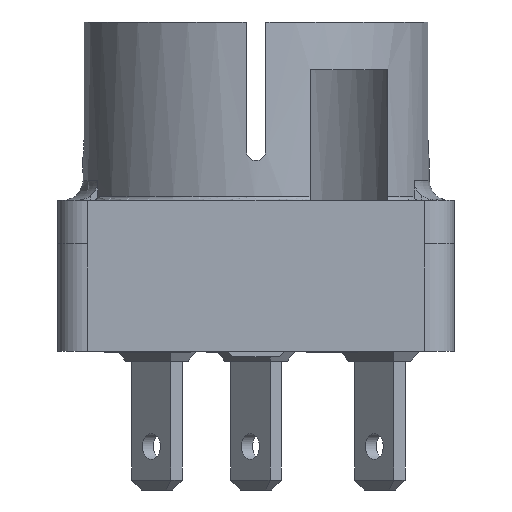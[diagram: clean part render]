
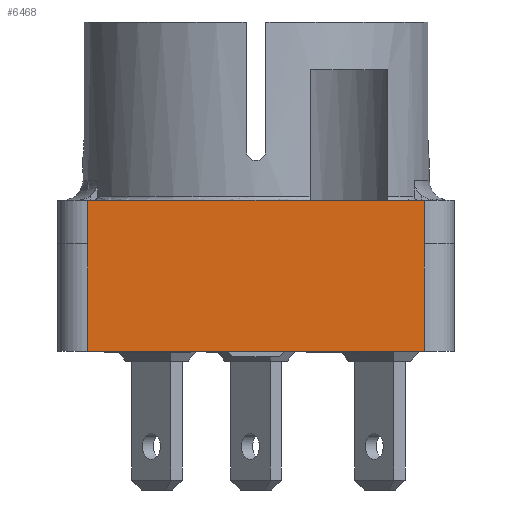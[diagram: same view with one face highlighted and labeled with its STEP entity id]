
A CAD part, left-side view. The second image highlights one B-rep face of the part: STEP entity #6468.
In plain terms, the highlighted planar face has unit normal (-1, 0, 0).
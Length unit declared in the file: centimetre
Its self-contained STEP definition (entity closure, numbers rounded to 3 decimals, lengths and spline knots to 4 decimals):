
#367=LINE($,#8896,#1068);
#553=LINE($,#9691,#1254);
#554=LINE($,#9697,#1255);
#559=LINE($,#9712,#1260);
#564=LINE($,#9732,#1265);
#950=LINE($,#11204,#1651);
#951=LINE($,#11206,#1652);
#1068=VECTOR($,#7180,1.7);
#1254=VECTOR($,#7502,0.22);
#1255=VECTOR($,#7507,0.22);
#1260=VECTOR($,#7520,0.85);
#1265=VECTOR($,#7539,0.85);
#1651=VECTOR($,#8447,0.542);
#1652=VECTOR($,#8450,0.542);
#1991=FACE_OUTER_BOUND($,#2378,.T.);
#2378=EDGE_LOOP($,(#5853,#5854,#5855,#5856,#5857,#5858,#5859));
#2614=VERTEX_POINT($,#8893);
#2615=VERTEX_POINT($,#8895);
#2845=VERTEX_POINT($,#9685);
#2847=VERTEX_POINT($,#9689);
#2848=VERTEX_POINT($,#9693);
#2850=VERTEX_POINT($,#9696);
#2856=VERTEX_POINT($,#9711);
#3270=EDGE_CURVE($,#2615,#2614,#367,.T.);
#3539=EDGE_CURVE($,#2847,#2845,#553,.T.);
#3541=EDGE_CURVE($,#2850,#2848,#554,.T.);
#3549=EDGE_CURVE($,#2850,#2856,#559,.T.);
#3560=EDGE_CURVE($,#2856,#2847,#564,.T.);
#4027=EDGE_CURVE($,#2614,#2845,#950,.T.);
#4028=EDGE_CURVE($,#2615,#2848,#951,.T.);
#5853=ORIENTED_EDGE($,*,*,#4027,.T.);
#5854=ORIENTED_EDGE($,*,*,#3539,.F.);
#5855=ORIENTED_EDGE($,*,*,#3560,.F.);
#5856=ORIENTED_EDGE($,*,*,#3549,.F.);
#5857=ORIENTED_EDGE($,*,*,#3541,.T.);
#5858=ORIENTED_EDGE($,*,*,#4028,.F.);
#5859=ORIENTED_EDGE($,*,*,#3270,.T.);
#6128=PLANE($,#6898);
#6468=ADVANCED_FACE($,(#1991),#6128,.T.);
#6898=AXIS2_PLACEMENT_3D($,#11205,#8448,#8449);
#7180=DIRECTION($,(0.,-1.,0.));
#7502=DIRECTION($,(0.,0.,-1.));
#7507=DIRECTION($,(0.,0.,-1.));
#7520=DIRECTION($,(0.,-1.,0.));
#7539=DIRECTION($,(0.,-1.,0.));
#8447=DIRECTION($,(0.,0.,1.));
#8448=DIRECTION('center_axis',(-1.,0.,0.));
#8449=DIRECTION('ref_axis',(0.,0.,
-1.));
#8450=DIRECTION($,(0.,0.,1.));
#8893=CARTESIAN_POINT('',(-0.9105,-0.9334,-1.65));
#8895=CARTESIAN_POINT('',(-0.9105,0.7666,-1.65));
#8896=CARTESIAN_POINT($,(-0.9105,-0.2469,-1.65));
#9685=CARTESIAN_POINT('',(-0.9105,-0.9334,-1.108));
#9689=CARTESIAN_POINT('',(-0.9105,-0.9334,-0.888));
#9691=CARTESIAN_POINT($,(-0.9105,-0.9334,-0.888));
#9693=CARTESIAN_POINT('',(-0.9105,0.7666,-1.108));
#9696=CARTESIAN_POINT('',(-0.9105,0.7666,-0.888));
#9697=CARTESIAN_POINT($,(-0.9105,0.7666,-0.888));
#9711=CARTESIAN_POINT('',(-0.9105,-0.0834,-0.888));
#9712=CARTESIAN_POINT($,(-0.9105,-0.2521,-0.888));
#9732=CARTESIAN_POINT($,(-0.9105,-0.2521,-0.888));
#11204=CARTESIAN_POINT($,(-0.9105,-0.9334,-1.65));
#11205=CARTESIAN_POINT('Origin',(-0.9105,-0.9334,
-1.65));
#11206=CARTESIAN_POINT($,(-0.9105,0.7666,-1.65));
